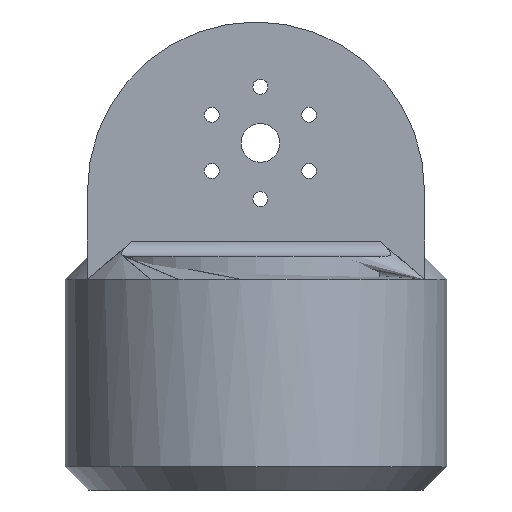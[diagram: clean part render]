
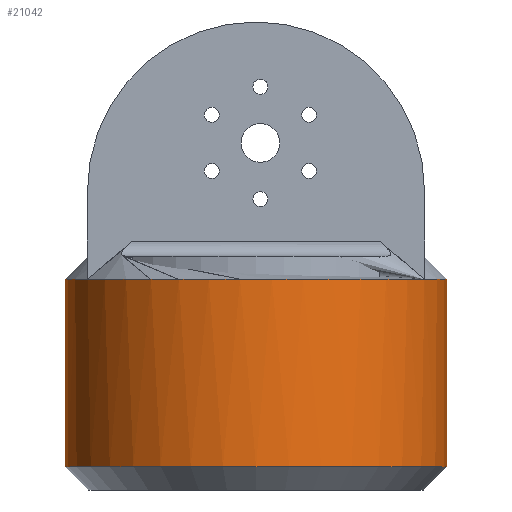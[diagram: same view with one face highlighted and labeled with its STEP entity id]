
A CAD part, front view. The second image highlights one B-rep face of the part: STEP entity #21042.
In plain terms, the highlighted cylindrical face has radius 40.79 mm (diameter 81.58 mm), a partial arc.
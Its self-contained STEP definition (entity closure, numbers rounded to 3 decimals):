
#218 = DIRECTION ( 'NONE',  ( 0., 0., 1. ) ) ;
#1129 = CARTESIAN_POINT ( 'NONE',  ( 0., 0., 45. ) ) ;
#1183 = EDGE_CURVE ( 'NONE', #7077, #14547, #6353, .T. ) ;
#1245 = VERTEX_POINT ( 'NONE', #20020 ) ;
#1577 = AXIS2_PLACEMENT_3D ( 'NONE', #11530, #218, #12831 ) ;
#1653 = VERTEX_POINT ( 'NONE', #5257 ) ;
#2319 = EDGE_CURVE ( 'NONE', #1245, #1653, #2946, .T. ) ;
#2946 = CIRCLE ( 'NONE', #1577, 40.79 ) ;
#3045 = CARTESIAN_POINT ( 'NONE',  ( -40.79, 0., 45. ) ) ;
#3058 = EDGE_CURVE ( 'NONE', #14547, #1245, #13633, .T. ) ;
#4088 = ORIENTED_EDGE ( 'NONE', *, *, #3058, .T. ) ;
#4163 = DIRECTION ( 'NONE',  ( 1., 0., 0. ) ) ;
#5054 = VECTOR ( 'NONE', #5206, 1000. ) ;
#5206 = DIRECTION ( 'NONE',  ( 0., 0., -1. ) ) ;
#5257 = CARTESIAN_POINT ( 'NONE',  ( 40.79, 0., 5. ) ) ;
#5318 = CARTESIAN_POINT ( 'NONE',  ( 40.79, 0., 45. ) ) ;
#5576 = ORIENTED_EDGE ( 'NONE', *, *, #10518, .T. ) ;
#6066 = FACE_OUTER_BOUND ( 'NONE', #8681, .T. ) ;
#6281 = CYLINDRICAL_SURFACE ( 'NONE', #13017, 40.79 ) ;
#6353 = CIRCLE ( 'NONE', #18590, 40.79 ) ;
#6808 = CARTESIAN_POINT ( 'NONE',  ( 40.79, 0., 79. ) ) ;
#7077 = VERTEX_POINT ( 'NONE', #9908 ) ;
#7275 = CARTESIAN_POINT ( 'NONE',  ( 36.007, -19.167, 45. ) ) ;
#7529 = EDGE_CURVE ( 'NONE', #16328, #1653, #8836, .T. ) ;
#7991 = DIRECTION ( 'NONE',  ( -1., 0., 0. ) ) ;
#8519 = AXIS2_PLACEMENT_3D ( 'NONE', #1129, #9351, #9139 ) ;
#8681 = EDGE_LOOP ( 'NONE', ( #12878, #5576, #15484, #15042, #4088, #11972 ) ) ;
#8836 = LINE ( 'NONE', #6808, #5054 ) ;
#9139 = DIRECTION ( 'NONE',  ( 1., 0., 0. ) ) ;
#9351 = DIRECTION ( 'NONE',  ( 0., 0., -1. ) ) ;
#9586 = DIRECTION ( 'NONE',  ( 0., 0., -1. ) ) ;
#9792 = DIRECTION ( 'NONE',  ( 1., 0., 0. ) ) ;
#9795 = CARTESIAN_POINT ( 'NONE',  ( 0., 0., 79. ) ) ;
#9908 = CARTESIAN_POINT ( 'NONE',  ( -36.007, -19.167, 45. ) ) ;
#10431 = CARTESIAN_POINT ( 'NONE',  ( -40.79, 0., 79. ) ) ;
#10518 = EDGE_CURVE ( 'NONE', #16328, #17915, #18034, .T. ) ;
#11530 = CARTESIAN_POINT ( 'NONE',  ( 0., 0., 5. ) ) ;
#11947 = CARTESIAN_POINT ( 'NONE',  ( 0., 0., 45. ) ) ;
#11972 = ORIENTED_EDGE ( 'NONE', *, *, #2319, .T. ) ;
#11988 = EDGE_CURVE ( 'NONE', #17915, #7077, #18393, .T. ) ;
#12831 = DIRECTION ( 'NONE',  ( 1., 0., 0. ) ) ;
#12878 = ORIENTED_EDGE ( 'NONE', *, *, #7529, .F. ) ;
#13017 = AXIS2_PLACEMENT_3D ( 'NONE', #9795, #15877, #7991 ) ;
#13426 = DIRECTION ( 'NONE',  ( 0., 0., -1. ) ) ;
#13633 = LINE ( 'NONE', #10431, #18975 ) ;
#13992 = AXIS2_PLACEMENT_3D ( 'NONE', #19177, #9586, #9792 ) ;
#14547 = VERTEX_POINT ( 'NONE', #3045 ) ;
#15042 = ORIENTED_EDGE ( 'NONE', *, *, #1183, .T. ) ;
#15484 = ORIENTED_EDGE ( 'NONE', *, *, #11988, .T. ) ;
#15877 = DIRECTION ( 'NONE',  ( 0., 0., -1. ) ) ;
#16328 = VERTEX_POINT ( 'NONE', #5318 ) ;
#17915 = VERTEX_POINT ( 'NONE', #7275 ) ;
#18034 = CIRCLE ( 'NONE', #8519, 40.79 ) ;
#18393 = CIRCLE ( 'NONE', #13992, 40.79 ) ;
#18590 = AXIS2_PLACEMENT_3D ( 'NONE', #11947, #18767, #4163 ) ;
#18767 = DIRECTION ( 'NONE',  ( 0., 0., -1. ) ) ;
#18975 = VECTOR ( 'NONE', #13426, 1000. ) ;
#19177 = CARTESIAN_POINT ( 'NONE',  ( 0., 0., 45. ) ) ;
#20020 = CARTESIAN_POINT ( 'NONE',  ( -40.79, 0., 5. ) ) ;
#21042 = ADVANCED_FACE ( 'NONE', ( #6066 ), #6281, .T. ) ;
